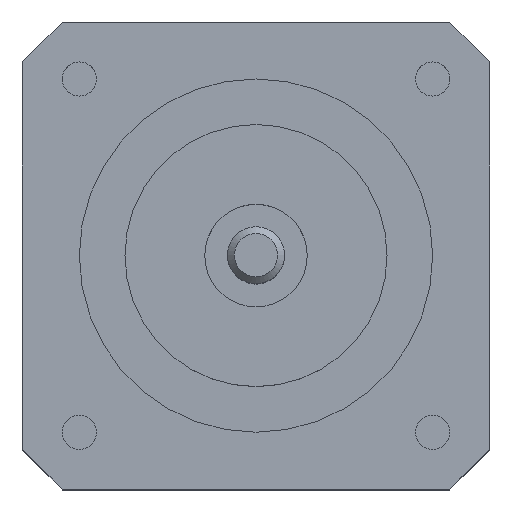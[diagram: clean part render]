
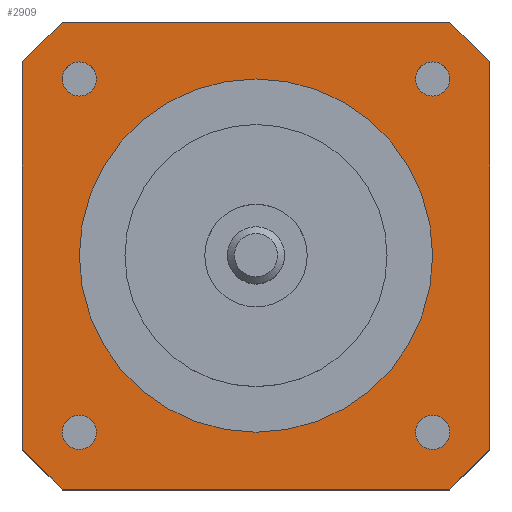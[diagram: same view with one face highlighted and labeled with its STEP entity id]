
A CAD part, top view. The second image highlights one B-rep face of the part: STEP entity #2909.
In plain terms, the highlighted planar face has unit normal (0, 0, 1).
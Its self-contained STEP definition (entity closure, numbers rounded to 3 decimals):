
#48=FACE_BOUND('',#1175,.T.);
#49=FACE_BOUND('',#1176,.T.);
#50=FACE_BOUND('',#1177,.T.);
#51=FACE_BOUND('',#1178,.T.);
#52=FACE_BOUND('',#1179,.T.);
#167=PLANE('',#3160);
#406=LINE('',#4965,#731);
#409=LINE('',#4970,#734);
#411=LINE('',#4974,#736);
#413=LINE('',#4978,#738);
#415=LINE('',#4982,#740);
#417=LINE('',#4986,#742);
#419=LINE('',#4990,#744);
#420=LINE('',#4992,#745);
#731=VECTOR('',#3701,1000.);
#734=VECTOR('',#3706,1000.);
#736=VECTOR('',#3710,1000.);
#738=VECTOR('',#3714,1000.);
#740=VECTOR('',#3718,1000.);
#742=VECTOR('',#3722,1000.);
#744=VECTOR('',#3726,1000.);
#745=VECTOR('',#3729,1000.);
#1000=FACE_OUTER_BOUND('',#1174,.T.);
#1174=EDGE_LOOP('',(#2655,#2656,#2657,#2658,#2659,#2660,#2661,#2662));
#1175=EDGE_LOOP('',(#2663));
#1176=EDGE_LOOP('',(#2664));
#1177=EDGE_LOOP('',(#2665));
#1178=EDGE_LOOP('',(#2666));
#1179=EDGE_LOOP('',(#2667));
#1227=CIRCLE('',#2973,1.5);
#1229=CIRCLE('',#2976,1.5);
#1231=CIRCLE('',#2979,1.5);
#1233=CIRCLE('',#2982,1.5);
#1245=CIRCLE('',#3001,15.5);
#1300=VERTEX_POINT('',#4452);
#1302=VERTEX_POINT('',#4458);
#1304=VERTEX_POINT('',#4464);
#1306=VERTEX_POINT('',#4470);
#1318=VERTEX_POINT('',#4508);
#1484=VERTEX_POINT('',#4962);
#1485=VERTEX_POINT('',#4964);
#1486=VERTEX_POINT('',#4968);
#1487=VERTEX_POINT('',#4972);
#1488=VERTEX_POINT('',#4976);
#1489=VERTEX_POINT('',#4980);
#1490=VERTEX_POINT('',#4984);
#1491=VERTEX_POINT('',#4988);
#1577=EDGE_CURVE('',#1300,#1300,#1227,.T.);
#1580=EDGE_CURVE('',#1302,#1302,#1229,.T.);
#1583=EDGE_CURVE('',#1304,#1304,#1231,.T.);
#1586=EDGE_CURVE('',#1306,#1306,#1233,.T.);
#1605=EDGE_CURVE('',#1318,#1318,#1245,.T.);
#1827=EDGE_CURVE('',#1485,#1484,#406,.T.);
#1830=EDGE_CURVE('',#1484,#1486,#409,.T.);
#1832=EDGE_CURVE('',#1486,#1487,#411,.T.);
#1834=EDGE_CURVE('',#1487,#1488,#413,.T.);
#1836=EDGE_CURVE('',#1488,#1489,#415,.T.);
#1838=EDGE_CURVE('',#1489,#1490,#417,.T.);
#1840=EDGE_CURVE('',#1490,#1491,#419,.T.);
#1841=EDGE_CURVE('',#1491,#1485,#420,.T.);
#2655=ORIENTED_EDGE('',*,*,#1832,.T.);
#2656=ORIENTED_EDGE('',*,*,#1834,.T.);
#2657=ORIENTED_EDGE('',*,*,#1836,.T.);
#2658=ORIENTED_EDGE('',*,*,#1838,.T.);
#2659=ORIENTED_EDGE('',*,*,#1840,.T.);
#2660=ORIENTED_EDGE('',*,*,#1841,.T.);
#2661=ORIENTED_EDGE('',*,*,#1827,.T.);
#2662=ORIENTED_EDGE('',*,*,#1830,.T.);
#2663=ORIENTED_EDGE('',*,*,#1605,.F.);
#2664=ORIENTED_EDGE('',*,*,#1577,.F.);
#2665=ORIENTED_EDGE('',*,*,#1580,.F.);
#2666=ORIENTED_EDGE('',*,*,#1583,.F.);
#2667=ORIENTED_EDGE('',*,*,#1586,.F.);
#2909=ADVANCED_FACE('',(#1000,#48,#49,#50,#51,#52),#167,.F.);
#2973=AXIS2_PLACEMENT_3D('',#4454,#3243,#3244);
#2976=AXIS2_PLACEMENT_3D('',#4460,#3250,#3251);
#2979=AXIS2_PLACEMENT_3D('',#4466,#3257,#3258);
#2982=AXIS2_PLACEMENT_3D('',#4472,#3264,#3265);
#3001=AXIS2_PLACEMENT_3D('',#4510,#3309,#3310);
#3160=AXIS2_PLACEMENT_3D('',#5185,#3922,#3923);
#3243=DIRECTION('center_axis',(0.,0.,1.));
#3244=DIRECTION('ref_axis',(1.,0.,0.));
#3250=DIRECTION('center_axis',(0.,0.,1.));
#3251=DIRECTION('ref_axis',(1.,0.,0.));
#3257=DIRECTION('center_axis',(0.,0.,1.));
#3258=DIRECTION('ref_axis',(1.,0.,0.));
#3264=DIRECTION('center_axis',(0.,0.,1.));
#3265=DIRECTION('ref_axis',(1.,0.,0.));
#3309=DIRECTION('center_axis',(0.,0.,1.));
#3310=DIRECTION('ref_axis',(1.,0.,0.));
#3701=DIRECTION('',(-1.,0.,0.));
#3706=DIRECTION('',(-0.707,-0.707,0.));
#3710=DIRECTION('',(0.,-1.,0.));
#3714=DIRECTION('',(0.707,-0.707,0.));
#3718=DIRECTION('',(1.,0.,0.));
#3722=DIRECTION('',(0.707,0.707,0.));
#3726=DIRECTION('',(0.,1.,0.));
#3729=DIRECTION('',(-0.707,0.707,0.));
#3922=DIRECTION('center_axis',(0.,0.,-1.));
#3923=DIRECTION('ref_axis',(-1.,0.,0.));
#4452=CARTESIAN_POINT('',(-8.539,21.729,61.026));
#4454=CARTESIAN_POINT('Origin',(-7.039,21.729,61.026));
#4458=CARTESIAN_POINT('',(22.461,21.729,61.026));
#4460=CARTESIAN_POINT('Origin',(23.961,21.729,61.026));
#4464=CARTESIAN_POINT('',(22.461,52.729,61.026));
#4466=CARTESIAN_POINT('Origin',(23.961,52.729,61.026));
#4470=CARTESIAN_POINT('',(-8.539,52.729,61.026));
#4472=CARTESIAN_POINT('Origin',(-7.039,52.729,61.026));
#4508=CARTESIAN_POINT('',(-7.039,37.229,61.026));
#4510=CARTESIAN_POINT('Origin',(8.461,37.229,61.026));
#4962=CARTESIAN_POINT('',(-8.539,57.729,61.026));
#4964=CARTESIAN_POINT('',(25.461,57.729,61.026));
#4965=CARTESIAN_POINT('',(-8.539,57.729,61.026));
#4968=CARTESIAN_POINT('',(-12.039,54.229,61.026));
#4970=CARTESIAN_POINT('',(-8.539,57.729,61.026));
#4972=CARTESIAN_POINT('',(-12.039,20.229,61.026));
#4974=CARTESIAN_POINT('',(-12.039,20.229,61.026));
#4976=CARTESIAN_POINT('',(-8.539,16.729,61.026));
#4978=CARTESIAN_POINT('',(-8.539,16.729,61.026));
#4980=CARTESIAN_POINT('',(25.461,16.729,61.026));
#4982=CARTESIAN_POINT('',(-8.539,16.729,61.026));
#4984=CARTESIAN_POINT('',(28.961,20.229,61.026));
#4986=CARTESIAN_POINT('',(25.461,16.729,61.026));
#4988=CARTESIAN_POINT('',(28.961,54.229,61.026));
#4990=CARTESIAN_POINT('',(28.961,20.229,61.026));
#4992=CARTESIAN_POINT('',(25.461,57.729,61.026));
#5185=CARTESIAN_POINT('Origin',(8.461,16.729,61.026));
